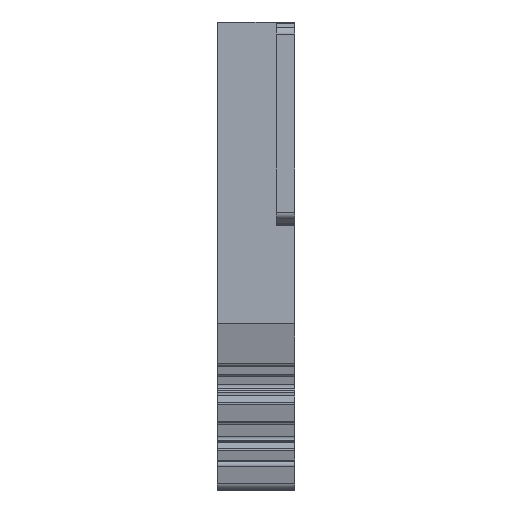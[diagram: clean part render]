
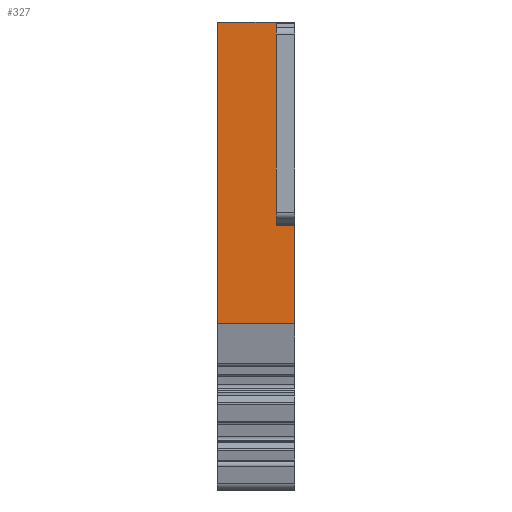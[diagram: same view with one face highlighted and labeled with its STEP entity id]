
A CAD part, top view. The second image highlights one B-rep face of the part: STEP entity #327.
In plain terms, the highlighted planar face has unit normal (0, 0, 1).
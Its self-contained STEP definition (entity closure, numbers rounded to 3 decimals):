
#289=AXIS2_PLACEMENT_3D('Plane Axis2P3D',#286,#287,#288) ;
#120=CARTESIAN_POINT('Vertex',(3.8,30.,34.584)) ;
#123=CARTESIAN_POINT('Line Origine',(3.8,23.49,34.584)) ;
#127=CARTESIAN_POINT('Vertex',(3.8,16.979,34.584)) ;
#221=CARTESIAN_POINT('Line Origine',(1.275,30.,34.584)) ;
#225=CARTESIAN_POINT('Vertex',(0.05,30.,34.584)) ;
#227=CARTESIAN_POINT('Vertex',(2.5,30.,34.584)) ;
#230=CARTESIAN_POINT('Line Origine',(3.15,30.,34.584)) ;
#267=CARTESIAN_POINT('Vertex',(0.,30.,34.584)) ;
#270=CARTESIAN_POINT('Line Origine',(0.025,30.,34.584)) ;
#286=CARTESIAN_POINT('Axis2P3D Location',(5.,10.85,34.584)) ;
#291=CARTESIAN_POINT('Line Origine',(4.4,16.979,34.584)) ;
#295=CARTESIAN_POINT('Vertex',(5.,16.979,34.584)) ;
#298=CARTESIAN_POINT('Line Origine',(0.,20.325,34.584)) ;
#302=CARTESIAN_POINT('Vertex',(0.,10.65,34.584)) ;
#305=CARTESIAN_POINT('Line Origine',(2.5,10.65,34.584)) ;
#309=CARTESIAN_POINT('Vertex',(5.,10.65,34.584)) ;
#312=CARTESIAN_POINT('Line Origine',(5.,13.815,34.584)) ;
#124=DIRECTION('Vector Direction',(0.,-1.,0.)) ;
#222=DIRECTION('Vector Direction',(1.,0.,0.)) ;
#231=DIRECTION('Vector Direction',(-1.,0.,0.)) ;
#271=DIRECTION('Vector Direction',(1.,0.,0.)) ;
#287=DIRECTION('Axis2P3D Direction',(0.,0.,1.)) ;
#288=DIRECTION('Axis2P3D XDirection',(0.,1.,0.)) ;
#292=DIRECTION('Vector Direction',(-1.,0.,0.)) ;
#299=DIRECTION('Vector Direction',(0.,1.,0.)) ;
#306=DIRECTION('Vector Direction',(1.,0.,0.)) ;
#313=DIRECTION('Vector Direction',(0.,1.,0.)) ;
#125=VECTOR('Line Direction',#124,1.) ;
#223=VECTOR('Line Direction',#222,1.) ;
#232=VECTOR('Line Direction',#231,1.) ;
#272=VECTOR('Line Direction',#271,1.) ;
#293=VECTOR('Line Direction',#292,1.) ;
#300=VECTOR('Line Direction',#299,1.) ;
#307=VECTOR('Line Direction',#306,1.) ;
#314=VECTOR('Line Direction',#313,1.) ;
#318=ORIENTED_EDGE('',*,*,#297,.T.) ;
#319=ORIENTED_EDGE('',*,*,#129,.F.) ;
#320=ORIENTED_EDGE('',*,*,#234,.F.) ;
#321=ORIENTED_EDGE('',*,*,#229,.F.) ;
#322=ORIENTED_EDGE('',*,*,#274,.F.) ;
#323=ORIENTED_EDGE('',*,*,#304,.F.) ;
#324=ORIENTED_EDGE('',*,*,#311,.T.) ;
#325=ORIENTED_EDGE('',*,*,#316,.T.) ;
#327=ADVANCED_FACE('KLTR',(#326),#290,.T.) ;
#129=EDGE_CURVE('',#121,#128,#126,.T.) ;
#229=EDGE_CURVE('',#226,#228,#224,.T.) ;
#234=EDGE_CURVE('',#228,#121,#233,.F.) ;
#274=EDGE_CURVE('',#268,#226,#273,.T.) ;
#297=EDGE_CURVE('',#296,#128,#294,.T.) ;
#304=EDGE_CURVE('',#303,#268,#301,.T.) ;
#311=EDGE_CURVE('',#303,#310,#308,.T.) ;
#316=EDGE_CURVE('',#310,#296,#315,.T.) ;
#317=EDGE_LOOP('',(#318,#319,#320,#321,#322,#323,#324,#325)) ;
#326=FACE_OUTER_BOUND('',#317,.T.) ;
#126=LINE('Line',#123,#125) ;
#224=LINE('Line',#221,#223) ;
#233=LINE('Line',#230,#232) ;
#273=LINE('Line',#270,#272) ;
#294=LINE('Line',#291,#293) ;
#301=LINE('Line',#298,#300) ;
#308=LINE('Line',#305,#307) ;
#315=LINE('Line',#312,#314) ;
#290=PLANE('',#289) ;
#121=VERTEX_POINT('',#120) ;
#128=VERTEX_POINT('',#127) ;
#226=VERTEX_POINT('',#225) ;
#228=VERTEX_POINT('',#227) ;
#268=VERTEX_POINT('',#267) ;
#296=VERTEX_POINT('',#295) ;
#303=VERTEX_POINT('',#302) ;
#310=VERTEX_POINT('',#309) ;
